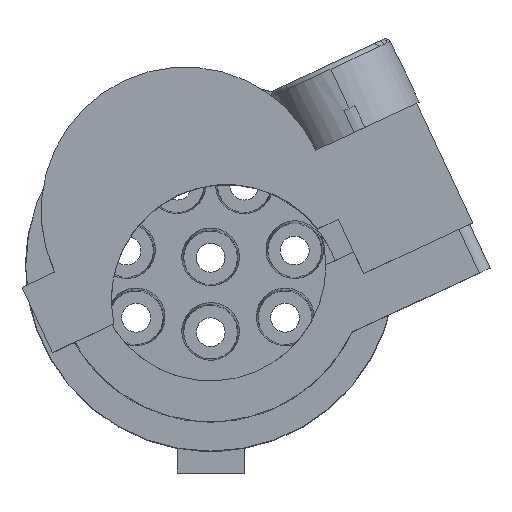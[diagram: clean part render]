
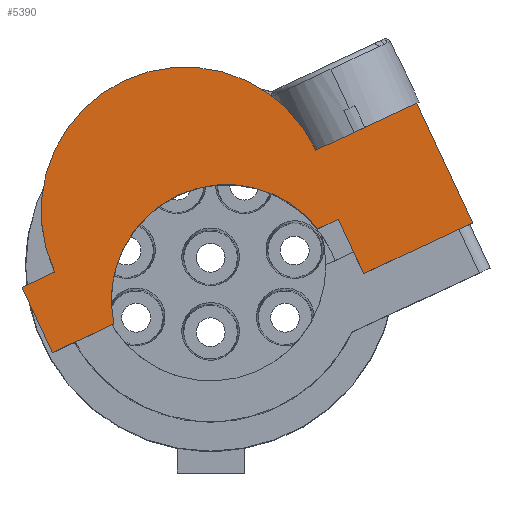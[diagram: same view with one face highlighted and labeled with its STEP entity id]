
A CAD part, top view. The second image highlights one B-rep face of the part: STEP entity #5390.
In plain terms, the highlighted face is planar.
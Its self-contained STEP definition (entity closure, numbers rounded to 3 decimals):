
#1160=CARTESIAN_POINT('',(41.278,92.907,-9.513))
;
#1170=VERTEX_POINT('',#1160);
#1200=CARTESIAN_POINT('',(41.278,92.907,-9.513))
;
#1210=DIRECTION('',(0.707,0.,
0.707));
#1220=VECTOR('',#1210,1.);
#1230=LINE('',#1200,#1220);
#1240=CARTESIAN_POINT('',(41.952,92.907,-8.838))
;
#1250=VERTEX_POINT('',#1240);
#1260=EDGE_CURVE('',#1170,#1250,#1230,.T.);
#3050=CARTESIAN_POINT('',(31.605,92.907,-14.943))
;
#3060=VERTEX_POINT('',#3050);
#3090=CARTESIAN_POINT('',(30.898,92.907,-15.65))
;
#3100=DIRECTION('',(0.707,0.,
0.707));
#3110=VECTOR('',#3100,1.);
#3120=LINE('',#3090,#3110);
#3130=CARTESIAN_POINT('',(30.544,92.907,-16.003))
;
#3140=VERTEX_POINT('',#3130);
#3150=EDGE_CURVE('',#3140,#3060,#3120,.T.);
#3690=CARTESIAN_POINT('',(34.661,92.907,-16.13))
;
#3700=VERTEX_POINT('',#3690);
#3730=CARTESIAN_POINT('',(38.727,92.907,-13.579))
;
#3740=DIRECTION('',(0.,-1.,0.));
#3750=DIRECTION('',(-0.94,0.,
-0.342));
#3760=AXIS2_PLACEMENT_3D('',#3730,#3740,#3750);
#3770=CIRCLE('',#3760,4.8);
#3780=EDGE_CURVE('',#1170,#3700,#3770,.T.);
#4590=CARTESIAN_POINT('',(34.228,92.907,-7.795))
;
#4600=DIRECTION('',(0.,-1.,0.));
#4610=DIRECTION('',(-0.94,0.,
-0.342));
#4620=AXIS2_PLACEMENT_3D('',#4590,#4600,#4610);
#4630=PLANE('',#4620);
#4640=ORIENTED_EDGE('',*,*,#1260,.T.);
#4650=ORIENTED_EDGE('',*,*,#3780,.F.);
#4660=CARTESIAN_POINT('',(33.42,92.907,-17.37))
;
#4670=DIRECTION('',(0.707,0.,
0.707));
#4680=VECTOR('',#4670,1.);
#4690=LINE('',#4660,#4680);
#4700=CARTESIAN_POINT('',(34.059,92.907,-16.731))
;
#4710=VERTEX_POINT('',#4700);
#4720=EDGE_CURVE('',#4710,#3700,#4690,.T.);
#4730=ORIENTED_EDGE('',*,*,#4720,.T.);
#4740=CARTESIAN_POINT('',(39.206,92.907,-14.059))
;
#4750=DIRECTION('',(0.,-1.,0.));
#4760=DIRECTION('',(0.,0.,-1.));
#4770=AXIS2_PLACEMENT_3D('',#4740,#4750,#4760);
#4780=CIRCLE('',#4770,5.8);
#4790=CARTESIAN_POINT('',(34.059,92.907,-16.731))
;
#4800=VERTEX_POINT('',#4790);
#4810=EDGE_CURVE('',#4710,#4800,#4780,.T.);
#4820=ORIENTED_EDGE('',*,*,#4810,.F.);
#4830=CARTESIAN_POINT('',(40.845,92.907,-9.945))
;
#4840=DIRECTION('',(-0.707,0.,-0.707));
#4850=VECTOR('',#4840,1.);
#4860=LINE('',#4830,#4850);
#4870=CARTESIAN_POINT('',(32.666,92.907,-18.125))
;
#4880=VERTEX_POINT('',#4870);
#4890=EDGE_CURVE('',#4800,#4880,#4860,.T.);
#4900=ORIENTED_EDGE('',*,*,#4890,.F.);
#4910=CARTESIAN_POINT('',(30.544,92.907,-16.003))
;
#4920=DIRECTION('',(0.707,0.,
-0.707));
#4930=VECTOR('',#4920,1.);
#4940=LINE('',#4910,#4930);
#4950=EDGE_CURVE('',#3140,#4880,#4940,.T.);
#4960=ORIENTED_EDGE('',*,*,#4950,.T.);
#4970=ORIENTED_EDGE('',*,*,#3150,.F.);
#4980=CARTESIAN_POINT('',(35.848,92.907,-10.7));
#4990=DIRECTION('',(0.,1.,0.));
#5000=DIRECTION('',(0.94,0.,
0.342));
#5010=AXIS2_PLACEMENT_3D('',#4980,#4990,#5000);
#5020=CIRCLE('',#5010,6.);
#5030=CARTESIAN_POINT('',(40.09,92.907,-6.457))
;
#5040=VERTEX_POINT('',#5030);
#5050=EDGE_CURVE('',#3060,#5040,#5020,.T.);
#5060=ORIENTED_EDGE('',*,*,#5050,.F.);
#5070=CARTESIAN_POINT('',(42.382,92.907,-4.166))
;
#5080=DIRECTION('',(0.707,0.,0.707));
#5090=VECTOR('',#5080,1.);
#5100=LINE('',#5070,#5090);
#5110=CARTESIAN_POINT('',(43.366,92.907,-3.181));
#5120=VERTEX_POINT('',#5110);
#5130=EDGE_CURVE('',#5040,#5120,#5100,.T.);
#5140=ORIENTED_EDGE('',*,*,#5130,.F.);
#5150=CARTESIAN_POINT('',(42.382,92.907,-2.197));
#5160=DIRECTION('',(-0.707,0.,
0.707));
#5170=VECTOR('',#5160,1.);
#5180=LINE('',#5150,#5170);
#5190=CARTESIAN_POINT('',(47.255,92.907,-7.071));
#5200=VERTEX_POINT('',#5190);
#5210=EDGE_CURVE('',#5200,#5120,#5180,.T.);
#5220=ORIENTED_EDGE('',*,*,#5210,.T.);
#5230=CARTESIAN_POINT('',(44.381,92.907,-9.945))
;
#5240=DIRECTION('',(-0.707,0.,
-0.707));
#5250=VECTOR('',#5240,1.);
#5260=LINE('',#5230,#5250);
#5270=CARTESIAN_POINT('',(43.72,92.907,-10.606))
;
#5280=VERTEX_POINT('',#5270);
#5290=EDGE_CURVE('',#5200,#5280,#5260,.T.);
#5300=ORIENTED_EDGE('',*,*,#5290,.F.);
#5310=CARTESIAN_POINT('',(42.382,92.907,-9.268))
;
#5320=DIRECTION('',(0.707,0.,
-0.707));
#5330=VECTOR('',#5320,1.);
#5340=LINE('',#5310,#5330);
#5350=EDGE_CURVE('',#1250,#5280,#5340,.T.);
#5360=ORIENTED_EDGE('',*,*,#5350,.T.);
#5370=EDGE_LOOP('',(#5360,#5300,#5220,#5140,#5060,#4970,#4960,#4900,
#4820,#4730,#4650,#4640));
#5380=FACE_OUTER_BOUND('',#5370,.T.);
#5390=ADVANCED_FACE('',(#5380),#4630,.T.);
